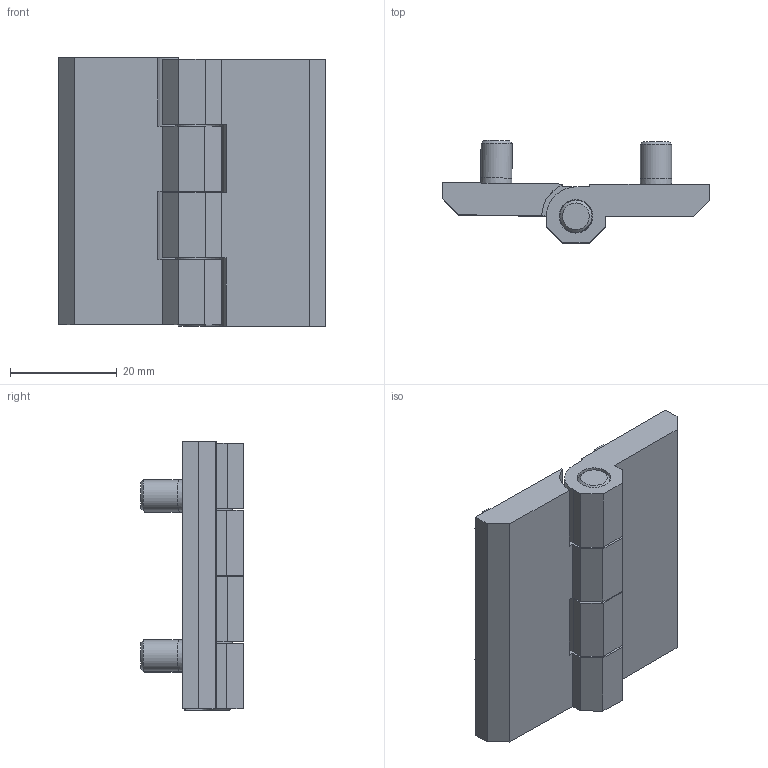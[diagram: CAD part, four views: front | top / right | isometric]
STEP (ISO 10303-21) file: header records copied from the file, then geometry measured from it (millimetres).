
FILE_DESCRIPTION( ( 'STEP AP203' ), '1' );
FILE_NAME( '099.M.F.1.step', '2006-12-22T15:00:59', ( ' ' ), ( ' ' ), 'XStep 1.0', ' ', ' ' );
FILE_SCHEMA( ( 'CONFIG_CONTROL_DESIGN' ) );
Length unit declared in the file: millimetre
Products named in the file (57): 1; 2; 3; 4; 5; 6; 7; 8; 9; 10; 11; 12; 13; 14; 15; 16; 17; 18; 19; 20; 21; 22; 23; 24; 25; 26; 27; 28; 29; 30; 31; 32; 33; 34; 35; 36; 37; 38; 39; 40 ...
Bounding box: 49.96 x 19.26 x 50.25 mm (x, y, z)
Volume: 15639.7 mm3; surface area: 12720.1 mm2
Topology: 57 solids, 57 shells, 573 faces, 1286 edges, 855 vertices
Faces by surface type: plane 478, cylinder 55, cone 30, extrusion 10
Full cylindrical faces by diameter (mm): 5.85 x4, 6 x1, 6.1 x4, 6.3 x2, 8 x4
Entity records: 18224 total; most frequent: CARTESIAN_POINT 2990, DIRECTION 2614, ORIENTED_EDGE 2496, EDGE_CURVE 1248, VECTOR 1050, LINE 1040, VERTEX_POINT 848, AXIS2_PLACEMENT_3D 782
